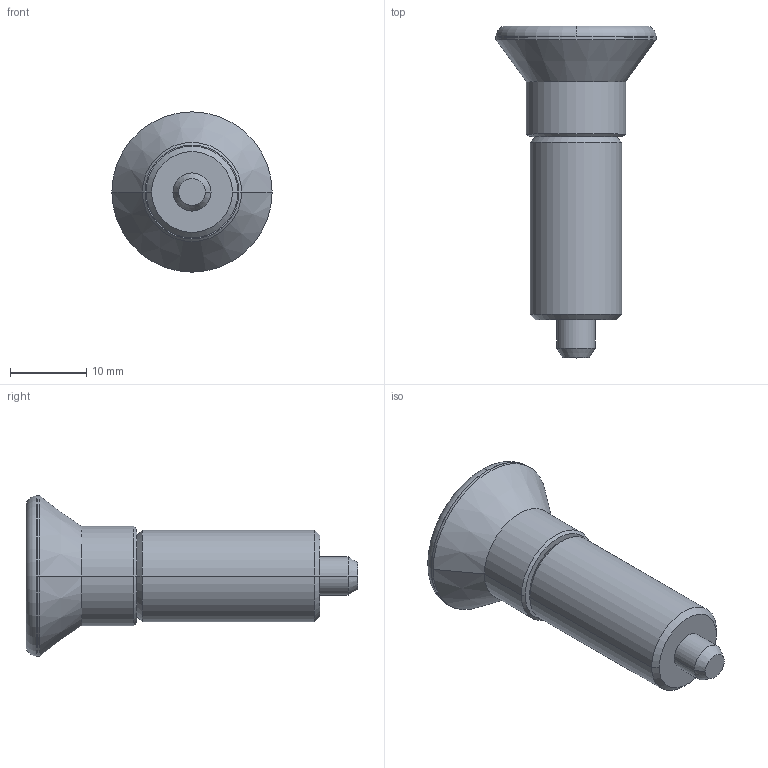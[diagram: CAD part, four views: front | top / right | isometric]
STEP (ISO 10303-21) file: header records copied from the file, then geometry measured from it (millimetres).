
FILE_DESCRIPTION( ( '' ), '1' );
FILE_NAME( 'K0346.1105_(L_ENTSPANNT).stp', '2012-10-31T12:09:48', ( '' ), ( '' ), ' ', ' ', ' ' );
FILE_SCHEMA( ( 'CONFIG_CONTROL_DESIGN' ) );
Length unit declared in the file: millimetre
Products named in the file (1): 1
Bounding box: 21 x 43.5 x 21 mm (x, y, z)
Volume: 5266 mm3; surface area: 2225 mm2
Topology: 1 solids, 1 shells, 27 faces, 55 edges, 33 vertices
Faces by surface type: cone 10, cylinder 8, torus 4, plane 4, sphere 1
Entity records: 762 total; most frequent: DIRECTION 148, CARTESIAN_POINT 116, ORIENTED_EDGE 110, AXIS2_PLACEMENT_3D 65, EDGE_CURVE 55, CIRCLE 37, VERTEX_POINT 33, EDGE_LOOP 30
